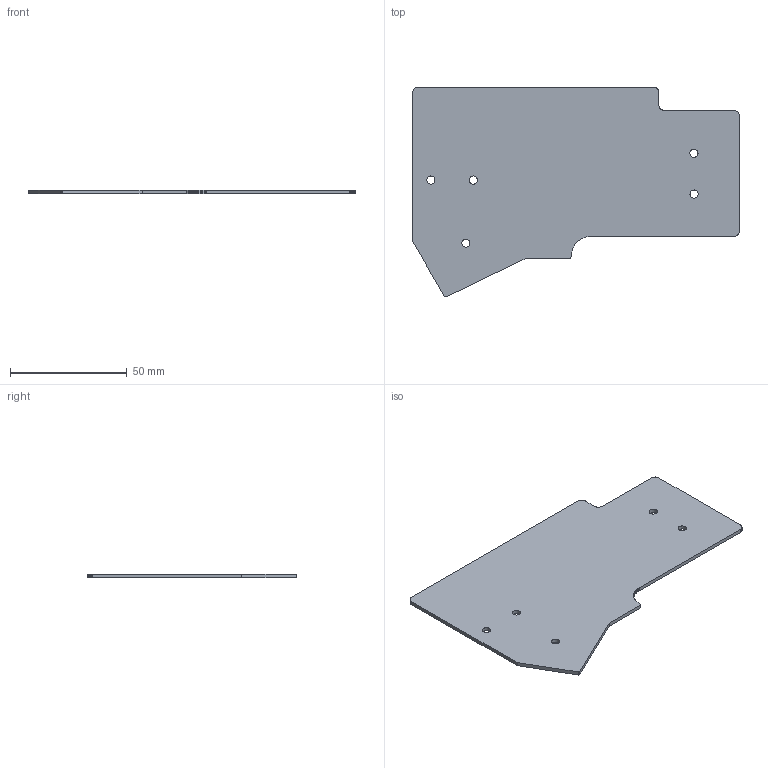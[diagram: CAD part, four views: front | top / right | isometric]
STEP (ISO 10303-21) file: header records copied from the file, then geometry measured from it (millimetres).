
FILE_DESCRIPTION(('KiCad electronic assembly'),'2;1');
FILE_NAME('michele42.step','2024-12-01T10:58:02',('Pcbnew'),('Kicad'), 'Open CASCADE STEP processor 7.7','KiCad to STEP converter','Unknown' );
FILE_SCHEMA(('AUTOMOTIVE_DESIGN { 1 0 10303 214 1 1 1 1 }'));
Length unit declared in the file: millimetre
Products named in the file (2): michele42 1; _autosave-michele42 PCB
Assembly tree (1 placements, depth 2):
  michele42 1
    _autosave-michele42 PCB
Bounding box: 139.63 x 89.82 x 1.6 mm (x, y, z)
Volume: 15257.7 mm3; surface area: 19843.7 mm2
Topology: 1 solids, 1 shells, 103 faces, 303 edges, 202 vertices
Faces by surface type: plane 98, cylinder 5
Full cylindrical faces by diameter (mm): 3.5 x5
Entity records: 7405 total; most frequent: CARTESIAN_POINT 1276, DIRECTION 1119, LINE 889, VECTOR 889, ORIENTED_EDGE 606, PCURVE 606, DEFINITIONAL_REPRESENTATION 606, EDGE_CURVE 303
